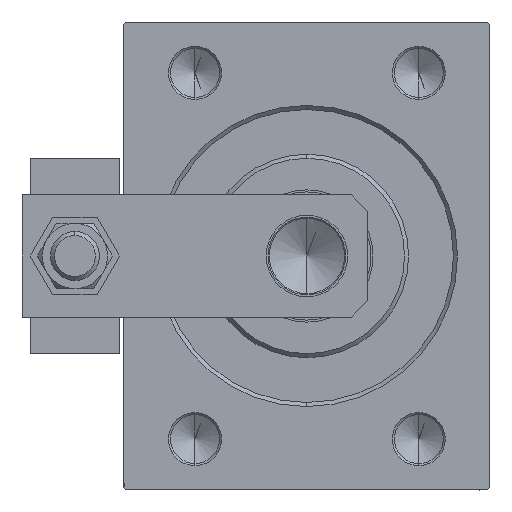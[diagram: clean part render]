
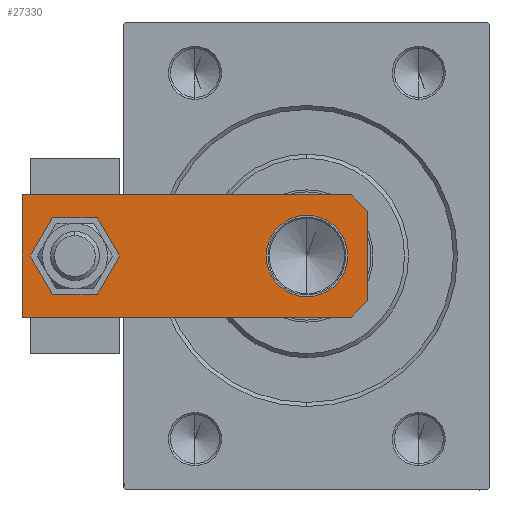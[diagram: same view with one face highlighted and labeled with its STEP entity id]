
A CAD part, left-side view. The second image highlights one B-rep face of the part: STEP entity #27330.
In plain terms, the highlighted face is planar.
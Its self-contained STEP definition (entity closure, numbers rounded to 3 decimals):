
#272 = VECTOR ( 'NONE', #28186, 1000. ) ;
#943 = CIRCLE ( 'NONE', #47922, 10. ) ;
#1023 = CARTESIAN_POINT ( 'NONE',  ( 0., 15., 8. ) ) ;
#1190 = VERTEX_POINT ( 'NONE', #8712 ) ;
#1438 = CARTESIAN_POINT ( 'NONE',  ( 0., 0., 8. ) ) ;
#2273 = DIRECTION ( 'NONE',  ( 0.707, 0.707, 0. ) ) ;
#2319 = DIRECTION ( 'NONE',  ( 0., 1., 0. ) ) ;
#3020 = LINE ( 'NONE', #26377, #3405 ) ;
#3096 = CARTESIAN_POINT ( 'NONE',  ( 7., 72., 8. ) ) ;
#3405 = VECTOR ( 'NONE', #2273, 1000. ) ;
#4080 = DIRECTION ( 'NONE',  ( 0., 0., 1. ) ) ;
#4817 = CARTESIAN_POINT ( 'NONE',  ( -5.5, -5.5, 8. ) ) ;
#4997 = ORIENTED_EDGE ( 'NONE', *, *, #37146, .F. ) ;
#6041 = VERTEX_POINT ( 'NONE', #34952 ) ;
#6239 = DIRECTION ( 'NONE',  ( 0., -1., 0. ) ) ;
#6967 = VERTEX_POINT ( 'NONE', #17967 ) ;
#6985 = VERTEX_POINT ( 'NONE', #35697 ) ;
#8323 = EDGE_CURVE ( 'NONE', #21123, #34256, #26595, .T. ) ;
#8712 = CARTESIAN_POINT ( 'NONE',  ( 15., 85., 8. ) ) ;
#9094 = CIRCLE ( 'NONE', #37475, 10. ) ;
#10091 = CARTESIAN_POINT ( 'NONE',  ( 11., 0., 8. ) ) ;
#10405 = ORIENTED_EDGE ( 'NONE', *, *, #19822, .T. ) ;
#10877 = DIRECTION ( 'NONE',  ( 0., 0., 1. ) ) ;
#11111 = DIRECTION ( 'NONE',  ( 1., 0., 0. ) ) ;
#12818 = EDGE_LOOP ( 'NONE', ( #14493, #10405, #20969, #27788, #21284, #41560 ) ) ;
#12994 = EDGE_LOOP ( 'NONE', ( #16198, #43541 ) ) ;
#13960 = CARTESIAN_POINT ( 'NONE',  ( -11., 0., 8. ) ) ;
#14493 = ORIENTED_EDGE ( 'NONE', *, *, #15140, .T. ) ;
#15140 = EDGE_CURVE ( 'NONE', #6041, #46807, #25541, .T. ) ;
#15730 = FACE_BOUND ( 'NONE', #12994, .T. ) ;
#15785 = EDGE_LOOP ( 'NONE', ( #23610, #4997 ) ) ;
#16198 = ORIENTED_EDGE ( 'NONE', *, *, #34455, .F. ) ;
#16500 = DIRECTION ( 'NONE',  ( 0.707, -0.707, 0. ) ) ;
#17967 = CARTESIAN_POINT ( 'NONE',  ( 15., 4., 8. ) ) ;
#18050 = CARTESIAN_POINT ( 'NONE',  ( 15., 0., 8. ) ) ;
#18545 = LINE ( 'NONE', #18050, #30223 ) ;
#18757 = EDGE_CURVE ( 'NONE', #6967, #1190, #18545, .T. ) ;
#19822 = EDGE_CURVE ( 'NONE', #46807, #38136, #47946, .T. ) ;
#20107 = AXIS2_PLACEMENT_3D ( 'NONE', #26227, #34091, #45004 ) ;
#20500 = DIRECTION ( 'NONE',  ( 1., 0., 0. ) ) ;
#20745 = EDGE_CURVE ( 'NONE', #44899, #6967, #3020, .T. ) ;
#20969 = ORIENTED_EDGE ( 'NONE', *, *, #41880, .T. ) ;
#21123 = VERTEX_POINT ( 'NONE', #35448 ) ;
#21284 = ORIENTED_EDGE ( 'NONE', *, *, #18757, .T. ) ;
#23289 = CARTESIAN_POINT ( 'NONE',  ( 15., 85., 8. ) ) ;
#23371 = DIRECTION ( 'NONE',  ( 1., 0., 0. ) ) ;
#23440 = CARTESIAN_POINT ( 'NONE',  ( 10., 15., 8. ) ) ;
#23610 = ORIENTED_EDGE ( 'NONE', *, *, #8323, .F. ) ;
#24091 = EDGE_CURVE ( 'NONE', #1190, #6041, #46130, .T. ) ;
#24138 = CARTESIAN_POINT ( 'NONE',  ( -15., 0., 8. ) ) ;
#24319 = DIRECTION ( 'NONE',  ( 0., 0., 1. ) ) ;
#24581 = CIRCLE ( 'NONE', #34275, 7. ) ;
#25541 = LINE ( 'NONE', #41012, #47095 ) ;
#26227 = CARTESIAN_POINT ( 'NONE',  ( 0., 72., 8. ) ) ;
#26271 = CARTESIAN_POINT ( 'NONE',  ( -15., 4., 8. ) ) ;
#26377 = CARTESIAN_POINT ( 'NONE',  ( 5.5, -5.5, 8. ) ) ;
#26595 = CIRCLE ( 'NONE', #20107, 7. ) ;
#26672 = VECTOR ( 'NONE', #34967, 1000. ) ;
#27330 = ADVANCED_FACE ( 'NONE', ( #30715, #42874, #15730 ), #47881, .T. ) ;
#27788 = ORIENTED_EDGE ( 'NONE', *, *, #20745, .T. ) ;
#28186 = DIRECTION ( 'NONE',  ( 1., 0., 0. ) ) ;
#28611 = DIRECTION ( 'NONE',  ( 0., 0., 1. ) ) ;
#28693 = LINE ( 'NONE', #24138, #272 ) ;
#30165 = CARTESIAN_POINT ( 'NONE',  ( 0., 72., 8. ) ) ;
#30223 = VECTOR ( 'NONE', #2319, 1000. ) ;
#30715 = FACE_BOUND ( 'NONE', #15785, .T. ) ;
#33377 = EDGE_CURVE ( 'NONE', #49332, #6985, #943, .T. ) ;
#34091 = DIRECTION ( 'NONE',  ( 0., 0., 1. ) ) ;
#34256 = VERTEX_POINT ( 'NONE', #3096 ) ;
#34275 = AXIS2_PLACEMENT_3D ( 'NONE', #30165, #10877, #11111 ) ;
#34455 = EDGE_CURVE ( 'NONE', #6985, #49332, #9094, .T. ) ;
#34952 = CARTESIAN_POINT ( 'NONE',  ( -15., 85., 8. ) ) ;
#34967 = DIRECTION ( 'NONE',  ( -1., 0., 0. ) ) ;
#35448 = CARTESIAN_POINT ( 'NONE',  ( -7., 72., 8. ) ) ;
#35697 = CARTESIAN_POINT ( 'NONE',  ( -10., 15., 8. ) ) ;
#37146 = EDGE_CURVE ( 'NONE', #34256, #21123, #24581, .T. ) ;
#37475 = AXIS2_PLACEMENT_3D ( 'NONE', #43078, #24319, #20500 ) ;
#38136 = VERTEX_POINT ( 'NONE', #13960 ) ;
#41012 = CARTESIAN_POINT ( 'NONE',  ( -15., 85., 8. ) ) ;
#41560 = ORIENTED_EDGE ( 'NONE', *, *, #24091, .T. ) ;
#41880 = EDGE_CURVE ( 'NONE', #38136, #44899, #28693, .T. ) ;
#42874 = FACE_OUTER_BOUND ( 'NONE', #12818, .T. ) ;
#43078 = CARTESIAN_POINT ( 'NONE',  ( 0., 15., 8. ) ) ;
#43541 = ORIENTED_EDGE ( 'NONE', *, *, #33377, .F. ) ;
#43892 = VECTOR ( 'NONE', #16500, 1000. ) ;
#44076 = DIRECTION ( 'NONE',  ( 1., 0., 0. ) ) ;
#44899 = VERTEX_POINT ( 'NONE', #10091 ) ;
#45004 = DIRECTION ( 'NONE',  ( 1., 0., 0. ) ) ;
#46130 = LINE ( 'NONE', #23289, #26672 ) ;
#46807 = VERTEX_POINT ( 'NONE', #26271 ) ;
#47095 = VECTOR ( 'NONE', #6239, 1000. ) ;
#47881 = PLANE ( 'NONE',  #49336 ) ;
#47922 = AXIS2_PLACEMENT_3D ( 'NONE', #1023, #4080, #23371 ) ;
#47946 = LINE ( 'NONE', #4817, #43892 ) ;
#49332 = VERTEX_POINT ( 'NONE', #23440 ) ;
#49336 = AXIS2_PLACEMENT_3D ( 'NONE', #1438, #28611, #44076 ) ;
